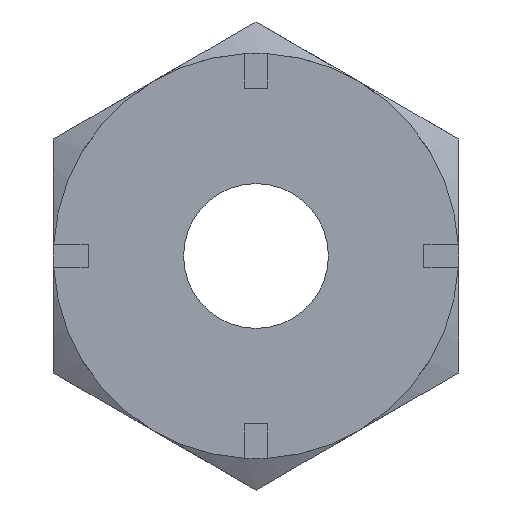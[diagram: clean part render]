
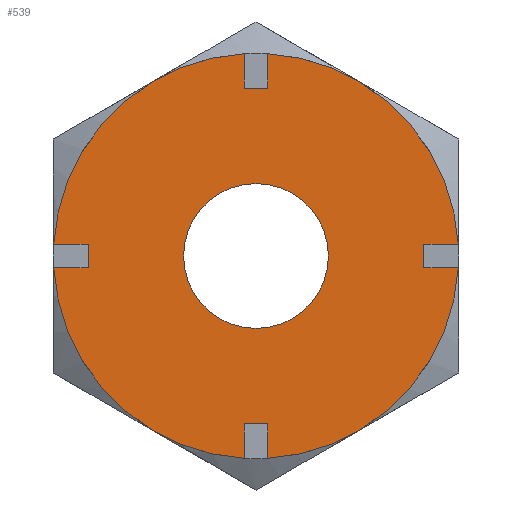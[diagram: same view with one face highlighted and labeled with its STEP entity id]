
A CAD part, left-side view. The second image highlights one B-rep face of the part: STEP entity #539.
In plain terms, the highlighted planar face has unit normal (-1, 0, 0).
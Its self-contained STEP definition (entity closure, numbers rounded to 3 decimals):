
#237=EDGE_CURVE('',#397,#531,#660,.T.);
#241=EDGE_CURVE('',#567,#369,#664,.T.);
#249=EDGE_CURVE('',#497,#297,#674,.T.);
#255=EDGE_CURVE('',#415,#473,#681,.T.);
#263=EDGE_CURVE('',#411,#289,#689,.T.);
#283=EDGE_CURVE('',#289,#297,#710,.T.);
#289=VERTEX_POINT('',#716);
#297=VERTEX_POINT('',#725);
#307=EDGE_CURVE('',#397,#411,#736,.T.);
#343=EDGE_CURVE('',#355,#369,#777,.T.);
#355=VERTEX_POINT('',#789);
#361=VERTEX_POINT('',#796);
#363=VERTEX_POINT('',#798);
#367=VERTEX_POINT('',#802);
#369=VERTEX_POINT('',#804);
#373=EDGE_CURVE('',#361,#355,#808,.T.);
#377=EDGE_CURVE('',#415,#361,#812,.T.);
#397=VERTEX_POINT('',#834);
#411=VERTEX_POINT('',#850);
#415=VERTEX_POINT('',#854);
#423=EDGE_CURVE('',#487,#445,#863,.T.);
#445=VERTEX_POINT('',#886);
#447=EDGE_CURVE('',#445,#473,#888,.T.);
#471=EDGE_CURVE('',#497,#487,#915,.T.);
#473=VERTEX_POINT('',#917);
#487=VERTEX_POINT('',#935);
#497=VERTEX_POINT('',#946);
#507=EDGE_CURVE('',#553,#523,#957,.T.);
#517=EDGE_CURVE('',#523,#531,#968,.T.);
#523=VERTEX_POINT('',#974);
#531=VERTEX_POINT('',#983);
#539=ADVANCED_FACE('',(#994,#995),#996,.T.);
#553=VERTEX_POINT('',#1010);
#555=EDGE_CURVE('',#567,#553,#1012,.T.);
#563=EDGE_CURVE('',#367,#363,#1021,.T.);
#567=VERTEX_POINT('',#1025);
#577=EDGE_CURVE('',#363,#367,#1035,.T.);
#660=CIRCLE('',#1120,7.0);
#664=CIRCLE('',#1135,7.0);
#674=CIRCLE('',#1147,7.0);
#681=CIRCLE('',#1156,7.0);
#689=LINE('',#1167,#1168);
#710=LINE('',#1225,#1226);
#716=CARTESIAN_POINT('',(-15.0,5.8,-0.4));
#725=CARTESIAN_POINT('',(-15.,6.989,-0.4));
#736=LINE('',#1279,#1280);
#777=LINE('',#1356,#1357);
#789=CARTESIAN_POINT('',(-15.0,-5.8,0.4));
#796=CARTESIAN_POINT('',(-15.0,-5.8,-0.4));
#798=CARTESIAN_POINT('',(-15.,-2.5,0.));
#802=CARTESIAN_POINT('',(-15.,2.5,0.));
#804=CARTESIAN_POINT('',(-15.,-6.989,0.4));
#808=LINE('',#1406,#1407);
#812=LINE('',#1414,#1415);
#834=CARTESIAN_POINT('',(-15.,6.989,0.4));
#850=CARTESIAN_POINT('',(-15.0,5.8,0.4));
#854=CARTESIAN_POINT('',(-15.,-6.989,-0.4));
#863=LINE('',#1516,#1517);
#886=CARTESIAN_POINT('',(-15.0,-0.4,-5.8));
#888=LINE('',#1562,#1563);
#915=LINE('',#1608,#1609);
#917=CARTESIAN_POINT('',(-15.,-0.4,-6.989));
#935=CARTESIAN_POINT('',(-15.0,0.4,-5.8));
#946=CARTESIAN_POINT('',(-15.,0.4,-6.989));
#957=LINE('',#1670,#1671);
#968=LINE('',#1685,#1686);
#974=CARTESIAN_POINT('',(-15.0,0.4,5.8));
#983=CARTESIAN_POINT('',(-15.,0.4,6.989));
#994=FACE_BOUND('',#1725,.T.);
#995=FACE_OUTER_BOUND('',#1726,.T.);
#996=PLANE('',#1727);
#1010=CARTESIAN_POINT('',(-15.0,-0.4,5.8));
#1012=LINE('',#1772,#1773);
#1021=CIRCLE('',#1787,2.5);
#1025=CARTESIAN_POINT('',(-15.,-0.4,6.989));
#1035=CIRCLE('',#1806,2.5);
#1120=AXIS2_PLACEMENT_3D('',#1930,#1931,#1932);
#1135=AXIS2_PLACEMENT_3D('',#1933,#1934,#1935);
#1147=AXIS2_PLACEMENT_3D('',#1954,#1955,#1956);
#1156=AXIS2_PLACEMENT_3D('',#1968,#1969,#1970);
#1167=CARTESIAN_POINT('',(-15.,5.8,-0.2));
#1168=VECTOR('',#1972,1.0);
#1225=CARTESIAN_POINT('',(-15.,5.875,-0.4));
#1226=VECTOR('',#1987,1.0);
#1279=CARTESIAN_POINT('',(-15.,5.275,0.4));
#1280=VECTOR('',#2009,1.0);
#1356=CARTESIAN_POINT('',(-15.,-1.125,0.4));
#1357=VECTOR('',#2058,1.0);
#1406=CARTESIAN_POINT('',(-15.,-5.8,0.2));
#1407=VECTOR('',#2074,1.0);
#1414=CARTESIAN_POINT('',(-15.,-0.525,-0.4));
#1415=VECTOR('',#2076,1.0);
#1516=CARTESIAN_POINT('',(-15.,2.175,-5.8));
#1517=VECTOR('',#2125,1.0);
#1562=CARTESIAN_POINT('',(-15.,-0.4,-3.5));
#1563=VECTOR('',#2147,1.0);
#1608=CARTESIAN_POINT('',(-15.,0.4,-2.9));
#1609=VECTOR('',#2179,1.0);
#1670=CARTESIAN_POINT('',(-15.,2.575,5.8));
#1671=VECTOR('',#2231,1.0);
#1685=CARTESIAN_POINT('',(-15.,0.4,3.5));
#1686=VECTOR('',#2241,1.0);
#1725=EDGE_LOOP('',(#2277,#2278));
#1726=EDGE_LOOP('',(#2279,#2280,#2281,#2282,#2283,#2284,#2285,#2286,#2287,#2288,#2289,#2290,#2291,#2292,#2293,#2294));
#1727=AXIS2_PLACEMENT_3D('',#2295,#2296,#2297);
#1772=CARTESIAN_POINT('',(-15.,-0.4,2.9));
#1773=VECTOR('',#2302,1.0);
#1787=AXIS2_PLACEMENT_3D('',#2314,#2315,#2316);
#1806=AXIS2_PLACEMENT_3D('',#2324,#2325,#2326);
#1930=CARTESIAN_POINT('',(-15.,0.,0.));
#1931=DIRECTION('',(1.0,0.0,-0.0));
#1932=DIRECTION('',(0.0,1.0,0.));
#1933=CARTESIAN_POINT('',(-15.,0.,0.));
#1934=DIRECTION('',(1.0,0.0,-0.0));
#1935=DIRECTION('',(0.0,1.0,0.));
#1954=CARTESIAN_POINT('',(-15.,0.,0.));
#1955=DIRECTION('',(1.0,0.0,-0.0));
#1956=DIRECTION('',(0.0,1.0,0.));
#1968=CARTESIAN_POINT('',(-15.,0.,0.));
#1969=DIRECTION('',(1.0,0.0,-0.0));
#1970=DIRECTION('',(0.0,1.0,0.));
#1972=DIRECTION('',(0.0,0.0,-1.0));
#1987=DIRECTION('',(0.0,1.0,0.0));
#2009=DIRECTION('',(0.0,-1.0,0.0));
#2058=DIRECTION('',(0.0,-1.0,0.0));
#2074=DIRECTION('',(0.0,0.0,1.0));
#2076=DIRECTION('',(0.0,1.0,0.0));
#2125=DIRECTION('',(0.0,-1.0,0.0));
#2147=DIRECTION('',(0.0,0.0,-1.0));
#2179=DIRECTION('',(0.0,0.0,1.0));
#2231=DIRECTION('',(0.0,1.0,0.0));
#2241=DIRECTION('',(0.0,0.0,1.0));
#2277=ORIENTED_EDGE('',*,*,#563,.T.);
#2278=ORIENTED_EDGE('',*,*,#577,.T.);
#2279=ORIENTED_EDGE('',*,*,#555,.T.);
#2280=ORIENTED_EDGE('',*,*,#507,.T.);
#2281=ORIENTED_EDGE('',*,*,#517,.T.);
#2282=ORIENTED_EDGE('',*,*,#237,.F.);
#2283=ORIENTED_EDGE('',*,*,#307,.T.);
#2284=ORIENTED_EDGE('',*,*,#263,.T.);
#2285=ORIENTED_EDGE('',*,*,#283,.T.);
#2286=ORIENTED_EDGE('',*,*,#249,.F.);
#2287=ORIENTED_EDGE('',*,*,#471,.T.);
#2288=ORIENTED_EDGE('',*,*,#423,.T.);
#2289=ORIENTED_EDGE('',*,*,#447,.T.);
#2290=ORIENTED_EDGE('',*,*,#255,.F.);
#2291=ORIENTED_EDGE('',*,*,#377,.T.);
#2292=ORIENTED_EDGE('',*,*,#373,.T.);
#2293=ORIENTED_EDGE('',*,*,#343,.T.);
#2294=ORIENTED_EDGE('',*,*,#241,.F.);
#2295=CARTESIAN_POINT('',(-15.,4.75,0.));
#2296=DIRECTION('',(-1.0,0.0,0.0));
#2297=DIRECTION('',(0.0,-1.0,0.));
#2302=DIRECTION('',(0.0,0.0,-1.0));
#2314=CARTESIAN_POINT('',(-15.,0.,0.));
#2315=DIRECTION('',(1.0,0.0,-0.0));
#2316=DIRECTION('',(0.0,1.0,0.));
#2324=CARTESIAN_POINT('',(-15.,0.,0.));
#2325=DIRECTION('',(1.0,0.0,-0.0));
#2326=DIRECTION('',(0.0,1.0,0.));
